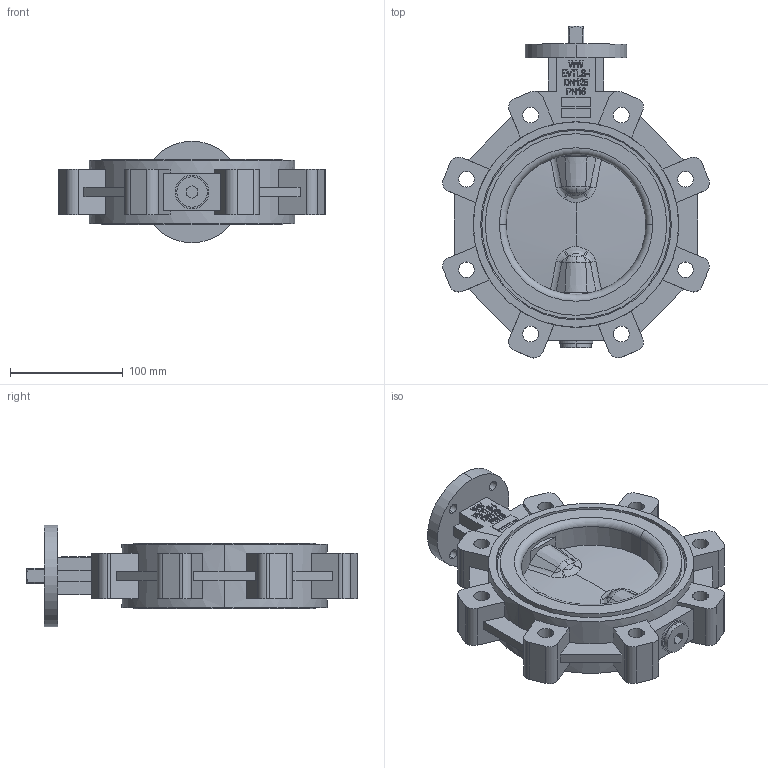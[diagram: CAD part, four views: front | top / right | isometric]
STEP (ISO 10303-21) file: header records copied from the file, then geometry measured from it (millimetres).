
FILE_DESCRIPTION (( 'STEP AP203' ), '1' );
FILE_NAME ('EVTLS-i DN125 PN16 F07-L14.STEP', '2024-04-22T12:51:14', ( '' ), ( '' ), 'SwSTEP 2.0', 'SolidWorks 2015', '' );
FILE_SCHEMA (( 'CONFIG_CONTROL_DESIGN' ));
Length unit declared in the file: millimetre
Products named in the file (1): EVTLS-i DN125 PN16 F07-L14
Bounding box: 236.46 x 294.22 x 90 mm (x, y, z)
Volume: 1417807.9 mm3; surface area: 191817.8 mm2
Topology: 1 solids, 1 shells, 502 faces, 1345 edges, 881 vertices
Faces by surface type: plane 288, bspline 90, cylinder 83, torus 24, cone 13, sphere 4
Entity records: 20151 total; most frequent: CARTESIAN_POINT 7936, ORIENTED_EDGE 2690, DIRECTION 2238, EDGE_CURVE 1345, VERTEX_POINT 881, LINE 836, VECTOR 836, AXIS2_PLACEMENT_3D 701
